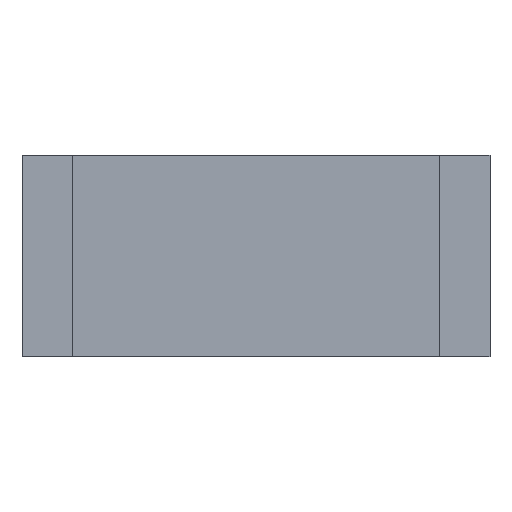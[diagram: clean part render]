
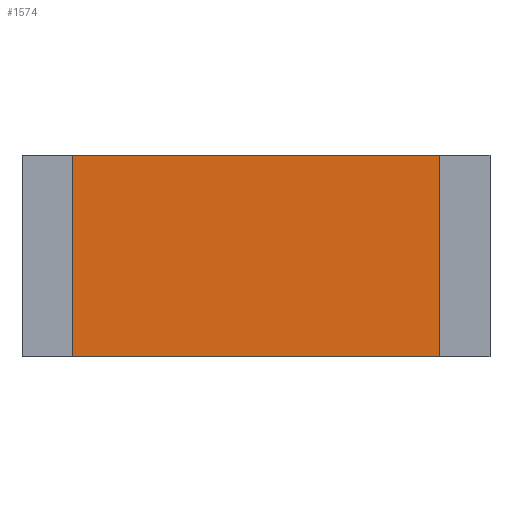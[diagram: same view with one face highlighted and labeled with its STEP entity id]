
A CAD part, front view. The second image highlights one B-rep face of the part: STEP entity #1574.
In plain terms, the highlighted planar face has unit normal (0, -1, 0).
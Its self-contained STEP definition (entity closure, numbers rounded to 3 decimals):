
#32 = PLANE('',#33);
#33 = AXIS2_PLACEMENT_3D('',#34,#35,#36);
#34 = CARTESIAN_POINT('',(-32.5,8.5,-14.));
#35 = DIRECTION('',(0.,0.,-1.));
#36 = DIRECTION('',(0.,-1.,0.));
#359 = VERTEX_POINT('',#360);
#360 = CARTESIAN_POINT('',(25.5,-3.5,-14.));
#373 = PLANE('',#374);
#374 = AXIS2_PLACEMENT_3D('',#375,#376,#377);
#375 = CARTESIAN_POINT('',(25.5,-3.5,14.));
#376 = DIRECTION('',(1.,0.,0.));
#377 = DIRECTION('',(0.,1.,0.));
#384 = EDGE_CURVE('',#359,#385,#387,.T.);
#385 = VERTEX_POINT('',#386);
#386 = CARTESIAN_POINT('',(-25.5,-3.5,-14.));
#387 = SURFACE_CURVE('',#388,(#392,#398),.PCURVE_S1.);
#388 = LINE('',#389,#390);
#389 = CARTESIAN_POINT('',(-29.,-3.5,-14.));
#390 = VECTOR('',#391,1.);
#391 = DIRECTION('',(-1.,0.,0.));
#392 = PCURVE('',#32,#393);
#393 = DEFINITIONAL_REPRESENTATION('',(#394),#397);
#394 = B_SPLINE_CURVE_WITH_KNOTS('',1,(#395,#396),.UNSPECIFIED.,.F.,.F.,
  (2,2),(-54.5,-3.5),.PIECEWISE_BEZIER_KNOTS.);
#395 = CARTESIAN_POINT('',(12.,-58.));
#396 = CARTESIAN_POINT('',(12.,-7.));
#397 = ( GEOMETRIC_REPRESENTATION_CONTEXT(2) 
PARAMETRIC_REPRESENTATION_CONTEXT() REPRESENTATION_CONTEXT('2D SPACE',''
  ) );
#398 = PCURVE('',#399,#404);
#399 = PLANE('',#400);
#400 = AXIS2_PLACEMENT_3D('',#401,#402,#403);
#401 = CARTESIAN_POINT('',(-25.5,-3.5,14.));
#402 = DIRECTION('',(0.,-1.,0.));
#403 = DIRECTION('',(1.,0.,0.));
#404 = DEFINITIONAL_REPRESENTATION('',(#405),#408);
#405 = B_SPLINE_CURVE_WITH_KNOTS('',1,(#406,#407),.UNSPECIFIED.,.F.,.F.,
  (2,2),(-54.5,-3.5),.PIECEWISE_BEZIER_KNOTS.);
#406 = CARTESIAN_POINT('',(51.,-28.));
#407 = CARTESIAN_POINT('',(0.,-28.));
#408 = ( GEOMETRIC_REPRESENTATION_CONTEXT(2) 
PARAMETRIC_REPRESENTATION_CONTEXT() REPRESENTATION_CONTEXT('2D SPACE',''
  ) );
#425 = PLANE('',#426);
#426 = AXIS2_PLACEMENT_3D('',#427,#428,#429);
#427 = CARTESIAN_POINT('',(-25.5,-66.,14.));
#428 = DIRECTION('',(-1.,0.,0.));
#429 = DIRECTION('',(0.,0.,-1.));
#849 = PLANE('',#850);
#850 = AXIS2_PLACEMENT_3D('',#851,#852,#853);
#851 = CARTESIAN_POINT('',(-32.5,-64.,14.));
#852 = DIRECTION('',(0.,0.,1.));
#853 = DIRECTION('',(0.,1.,0.));
#1531 = VERTEX_POINT('',#1532);
#1532 = CARTESIAN_POINT('',(-25.5,-3.5,14.));
#1553 = EDGE_CURVE('',#1531,#385,#1554,.T.);
#1554 = SURFACE_CURVE('',#1555,(#1559,#1566),.PCURVE_S1.);
#1555 = LINE('',#1556,#1557);
#1556 = CARTESIAN_POINT('',(-25.5,-3.5,14.));
#1557 = VECTOR('',#1558,1.);
#1558 = DIRECTION('',(0.,0.,-1.));
#1559 = PCURVE('',#425,#1560);
#1560 = DEFINITIONAL_REPRESENTATION('',(#1561),#1565);
#1561 = LINE('',#1562,#1563);
#1562 = CARTESIAN_POINT('',(0.,-62.5));
#1563 = VECTOR('',#1564,1.);
#1564 = DIRECTION('',(1.,0.));
#1565 = ( GEOMETRIC_REPRESENTATION_CONTEXT(2) 
PARAMETRIC_REPRESENTATION_CONTEXT() REPRESENTATION_CONTEXT('2D SPACE',''
  ) );
#1566 = PCURVE('',#399,#1567);
#1567 = DEFINITIONAL_REPRESENTATION('',(#1568),#1572);
#1568 = LINE('',#1569,#1570);
#1569 = CARTESIAN_POINT('',(0.,0.));
#1570 = VECTOR('',#1571,1.);
#1571 = DIRECTION('',(0.,-1.));
#1572 = ( GEOMETRIC_REPRESENTATION_CONTEXT(2) 
PARAMETRIC_REPRESENTATION_CONTEXT() REPRESENTATION_CONTEXT('2D SPACE',''
  ) );
#1574 = ADVANCED_FACE('',(#1575),#399,.T.);
#1575 = FACE_BOUND('',#1576,.T.);
#1576 = EDGE_LOOP('',(#1577,#1600,#1601,#1602));
#1577 = ORIENTED_EDGE('',*,*,#1578,.F.);
#1578 = EDGE_CURVE('',#1531,#1579,#1581,.T.);
#1579 = VERTEX_POINT('',#1580);
#1580 = CARTESIAN_POINT('',(25.5,-3.5,14.));
#1581 = SURFACE_CURVE('',#1582,(#1586,#1593),.PCURVE_S1.);
#1582 = LINE('',#1583,#1584);
#1583 = CARTESIAN_POINT('',(-25.5,-3.5,14.));
#1584 = VECTOR('',#1585,1.);
#1585 = DIRECTION('',(1.,0.,0.));
#1586 = PCURVE('',#399,#1587);
#1587 = DEFINITIONAL_REPRESENTATION('',(#1588),#1592);
#1588 = LINE('',#1589,#1590);
#1589 = CARTESIAN_POINT('',(0.,0.));
#1590 = VECTOR('',#1591,1.);
#1591 = DIRECTION('',(1.,0.));
#1592 = ( GEOMETRIC_REPRESENTATION_CONTEXT(2) 
PARAMETRIC_REPRESENTATION_CONTEXT() REPRESENTATION_CONTEXT('2D SPACE',''
  ) );
#1593 = PCURVE('',#849,#1594);
#1594 = DEFINITIONAL_REPRESENTATION('',(#1595),#1599);
#1595 = LINE('',#1596,#1597);
#1596 = CARTESIAN_POINT('',(60.5,-7.));
#1597 = VECTOR('',#1598,1.);
#1598 = DIRECTION('',(0.,-1.));
#1599 = ( GEOMETRIC_REPRESENTATION_CONTEXT(2) 
PARAMETRIC_REPRESENTATION_CONTEXT() REPRESENTATION_CONTEXT('2D SPACE',''
  ) );
#1600 = ORIENTED_EDGE('',*,*,#1553,.T.);
#1601 = ORIENTED_EDGE('',*,*,#384,.F.);
#1602 = ORIENTED_EDGE('',*,*,#1603,.F.);
#1603 = EDGE_CURVE('',#1579,#359,#1604,.T.);
#1604 = SURFACE_CURVE('',#1605,(#1609,#1616),.PCURVE_S1.);
#1605 = LINE('',#1606,#1607);
#1606 = CARTESIAN_POINT('',(25.5,-3.5,14.));
#1607 = VECTOR('',#1608,1.);
#1608 = DIRECTION('',(0.,0.,-1.));
#1609 = PCURVE('',#399,#1610);
#1610 = DEFINITIONAL_REPRESENTATION('',(#1611),#1615);
#1611 = LINE('',#1612,#1613);
#1612 = CARTESIAN_POINT('',(51.,0.));
#1613 = VECTOR('',#1614,1.);
#1614 = DIRECTION('',(0.,-1.));
#1615 = ( GEOMETRIC_REPRESENTATION_CONTEXT(2) 
PARAMETRIC_REPRESENTATION_CONTEXT() REPRESENTATION_CONTEXT('2D SPACE',''
  ) );
#1616 = PCURVE('',#373,#1617);
#1617 = DEFINITIONAL_REPRESENTATION('',(#1618),#1622);
#1618 = LINE('',#1619,#1620);
#1619 = CARTESIAN_POINT('',(0.,0.));
#1620 = VECTOR('',#1621,1.);
#1621 = DIRECTION('',(0.,-1.));
#1622 = ( GEOMETRIC_REPRESENTATION_CONTEXT(2) 
PARAMETRIC_REPRESENTATION_CONTEXT() REPRESENTATION_CONTEXT('2D SPACE',''
  ) );
